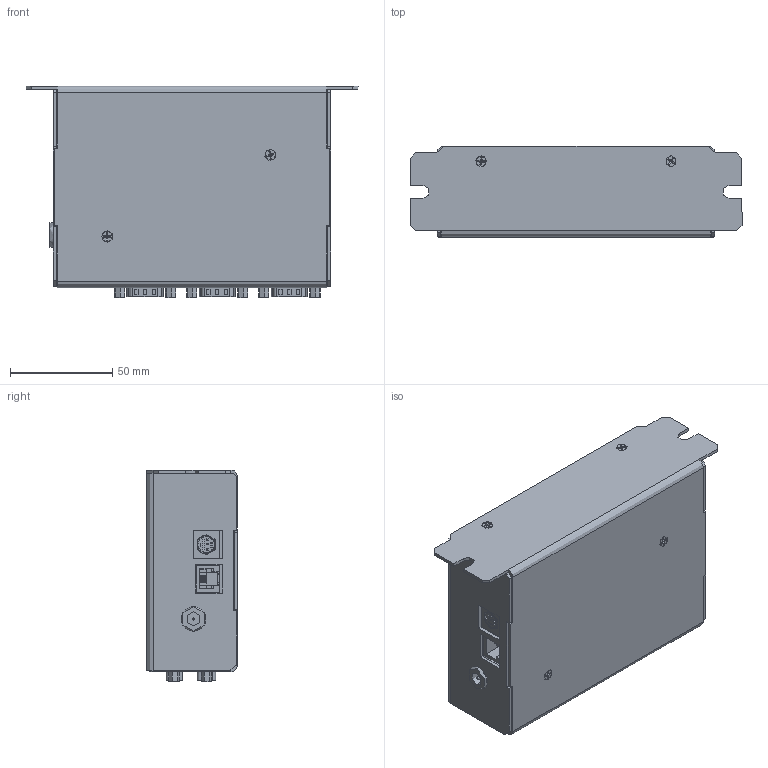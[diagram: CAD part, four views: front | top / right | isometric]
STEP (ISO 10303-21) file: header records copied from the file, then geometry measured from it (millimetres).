
FILE_DESCRIPTION (( 'STEP AP214' ), '1' );
FILE_NAME ('MMC-203-01100.STEP', '2019-09-05T17:12:28', ( '' ), ( '' ), 'SwSTEP 2.0', 'SolidWorks 2018', '' );
FILE_SCHEMA (( 'AUTOMOTIVE_DESIGN' ));
Length unit declared in the file: millimetre
Products named in the file (17): Norcomp 189-009-313R571 M&F Dsub9 Connectors; LED 2H - WP130WCP; RJ-11 955012641; MMC-203-01100; Power Connector; Nut, Captive, 4-40 Thread, Stainless (94648A320); Screw, 4-40 Machine, Phillips, 1-8'''' (91772A103); 430782 Enclosure, Base, 203, Closed Loop; 130008 D-sub Standoff; CUI MD-80S_MD-80S; 430783 Enclosure, Cover, 203, Closed Loop; Standoff, 7-32'''', 4-40 Thread, Aluminum (91780A415); USB mini; Screw, 4-40 Flat Head, 1-8'''', Undercut, Black (96640A050); Panel Mount DC Power Jack (163-1060-EX); Screw, 4-40 Flat Head, 3-16'''', Undercut, Black (96640A052); Circuit Board
Assembly tree (38 placements, depth 2):
  MMC-203-01100
    Circuit Board
    Norcomp 189-009-313R571 M&F Dsub9 Connectors  x3
    USB mini
    LED 2H - WP130WCP
    RJ-11 955012641
    CUI MD-80S_MD-80S
    Power Connector
    430782 Enclosure, Base, 203, Closed Loop
    Standoff, 7-32'''', 4-40 Thread, Aluminum (91780A415)  x2
    430783 Enclosure, Cover, 203, Closed Loop
    130008 D-sub Standoff  x12
    Screw, 4-40 Flat Head, 3-16'''', Undercut, Black (96640A052)  x4
    Screw, 4-40 Flat Head, 1-8'''', Undercut, Black (96640A050)  x2
    Screw, 4-40 Machine, Phillips, 1-8'''' (91772A103)  x2
    Nut, Captive, 4-40 Thread, Stainless (94648A320)  x4
    Panel Mount DC Power Jack (163-1060-EX)
Bounding box: 162.7 x 44.55 x 103.86 mm (x, y, z)
Volume: 125436.3 mm3
Topology: 36 solids, 46 shells, 5016 faces, 13380 edges, 8713 vertices
Faces by surface type: plane 2918, cylinder 1424, cone 354, bspline 310, torus 6, sphere 4
Entity records: 104969 total; most frequent: CARTESIAN_POINT 34063, ORIENTED_EDGE 14648, DIRECTION 12987, EDGE_CURVE 7324, VECTOR 4887, LINE 4887, VERTEX_POINT 4790, AXIS2_PLACEMENT_3D 4050
